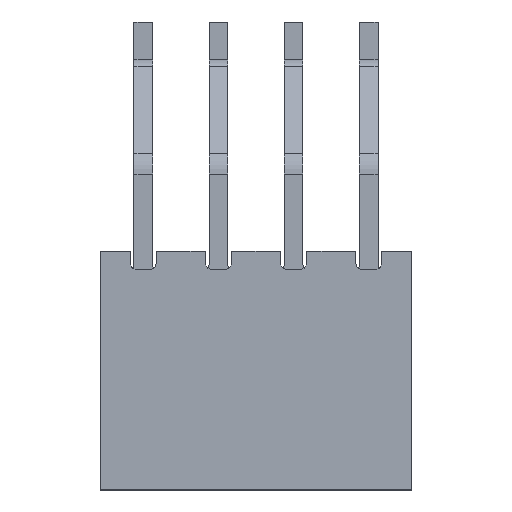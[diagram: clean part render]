
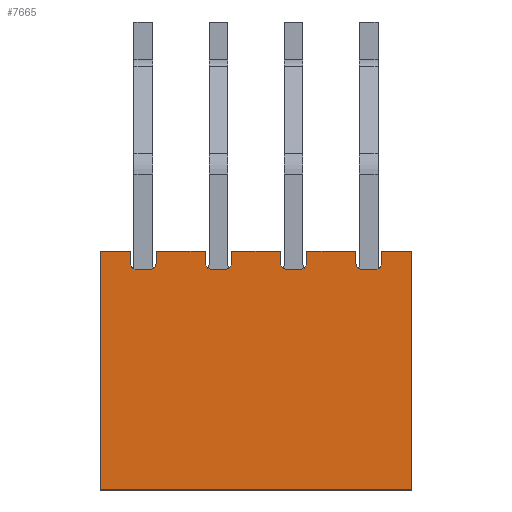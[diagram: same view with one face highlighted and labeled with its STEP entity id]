
A CAD part, top view. The second image highlights one B-rep face of the part: STEP entity #7665.
In plain terms, the highlighted planar face has unit normal (0, 0, 1).
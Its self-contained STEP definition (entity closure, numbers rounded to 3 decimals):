
#162=CIRCLE('',#8138,0.2);
#163=CIRCLE('',#8139,0.2);
#164=CIRCLE('',#8140,0.2);
#165=CIRCLE('',#8141,0.2);
#166=CIRCLE('',#8142,0.2);
#167=CIRCLE('',#8143,0.2);
#168=CIRCLE('',#8144,0.2);
#169=CIRCLE('',#8145,0.2);
#842=ORIENTED_EDGE('',*,*,#3020,.F.);
#843=ORIENTED_EDGE('',*,*,#3021,.F.);
#844=ORIENTED_EDGE('',*,*,#2702,.T.);
#845=ORIENTED_EDGE('',*,*,#3022,.F.);
#846=ORIENTED_EDGE('',*,*,#3023,.F.);
#847=ORIENTED_EDGE('',*,*,#2766,.F.);
#848=ORIENTED_EDGE('',*,*,#3024,.F.);
#849=ORIENTED_EDGE('',*,*,#3025,.F.);
#850=ORIENTED_EDGE('',*,*,#2785,.T.);
#851=ORIENTED_EDGE('',*,*,#3026,.F.);
#852=ORIENTED_EDGE('',*,*,#3027,.F.);
#853=ORIENTED_EDGE('',*,*,#2848,.F.);
#854=ORIENTED_EDGE('',*,*,#3028,.F.);
#855=ORIENTED_EDGE('',*,*,#3029,.F.);
#856=ORIENTED_EDGE('',*,*,#2867,.T.);
#857=ORIENTED_EDGE('',*,*,#3030,.F.);
#858=ORIENTED_EDGE('',*,*,#3031,.F.);
#859=ORIENTED_EDGE('',*,*,#2930,.F.);
#860=ORIENTED_EDGE('',*,*,#3032,.F.);
#861=ORIENTED_EDGE('',*,*,#3033,.F.);
#862=ORIENTED_EDGE('',*,*,#2943,.T.);
#863=ORIENTED_EDGE('',*,*,#3034,.T.);
#864=ORIENTED_EDGE('',*,*,#2981,.F.);
#865=ORIENTED_EDGE('',*,*,#3035,.F.);
#866=ORIENTED_EDGE('',*,*,#3018,.T.);
#867=ORIENTED_EDGE('',*,*,#3036,.F.);
#868=ORIENTED_EDGE('',*,*,#3037,.F.);
#869=ORIENTED_EDGE('',*,*,#2683,.F.);
#2683=EDGE_CURVE('',#3807,#3803,#4551,.T.);
#2702=EDGE_CURVE('',#3823,#3824,#4566,.T.);
#2766=EDGE_CURVE('',#3868,#3864,#4630,.T.);
#2785=EDGE_CURVE('',#3884,#3885,#4645,.T.);
#2848=EDGE_CURVE('',#3928,#3924,#4708,.T.);
#2867=EDGE_CURVE('',#3944,#3945,#4723,.T.);
#2930=EDGE_CURVE('',#3988,#3984,#4786,.T.);
#2943=EDGE_CURVE('',#3998,#3999,#4797,.T.);
#2981=EDGE_CURVE('',#4035,#4032,#4835,.T.);
#3018=EDGE_CURVE('',#4057,#4056,#4862,.T.);
#3020=EDGE_CURVE('',#4058,#3807,#162,.T.);
#3021=EDGE_CURVE('',#3823,#4058,#4864,.T.);
#3022=EDGE_CURVE('',#4059,#3824,#4865,.T.);
#3023=EDGE_CURVE('',#3864,#4059,#163,.T.);
#3024=EDGE_CURVE('',#4060,#3868,#164,.T.);
#3025=EDGE_CURVE('',#3884,#4060,#4866,.T.);
#3026=EDGE_CURVE('',#4061,#3885,#4867,.T.);
#3027=EDGE_CURVE('',#3924,#4061,#165,.T.);
#3028=EDGE_CURVE('',#4062,#3928,#166,.T.);
#3029=EDGE_CURVE('',#3944,#4062,#4868,.T.);
#3030=EDGE_CURVE('',#4063,#3945,#4869,.T.);
#3031=EDGE_CURVE('',#3984,#4063,#167,.T.);
#3032=EDGE_CURVE('',#4064,#3988,#168,.T.);
#3033=EDGE_CURVE('',#3998,#4064,#4870,.T.);
#3034=EDGE_CURVE('',#3999,#4032,#4871,.T.);
#3035=EDGE_CURVE('',#4057,#4035,#4872,.T.);
#3036=EDGE_CURVE('',#4065,#4056,#4873,.T.);
#3037=EDGE_CURVE('',#3803,#4065,#169,.T.);
#3803=VERTEX_POINT('',#10968);
#3807=VERTEX_POINT('',#10978);
#3823=VERTEX_POINT('',#11018);
#3824=VERTEX_POINT('',#11019);
#3864=VERTEX_POINT('',#11131);
#3868=VERTEX_POINT('',#11140);
#3884=VERTEX_POINT('',#11180);
#3885=VERTEX_POINT('',#11181);
#3924=VERTEX_POINT('',#11291);
#3928=VERTEX_POINT('',#11300);
#3944=VERTEX_POINT('',#11340);
#3945=VERTEX_POINT('',#11341);
#3984=VERTEX_POINT('',#11451);
#3988=VERTEX_POINT('',#11460);
#3998=VERTEX_POINT('',#11488);
#3999=VERTEX_POINT('',#11489);
#4032=VERTEX_POINT('',#11558);
#4035=VERTEX_POINT('',#11563);
#4056=VERTEX_POINT('',#11627);
#4057=VERTEX_POINT('',#11629);
#4058=VERTEX_POINT('',#11633);
#4059=VERTEX_POINT('',#11636);
#4060=VERTEX_POINT('',#11639);
#4061=VERTEX_POINT('',#11642);
#4062=VERTEX_POINT('',#11645);
#4063=VERTEX_POINT('',#11648);
#4064=VERTEX_POINT('',#11651);
#4065=VERTEX_POINT('',#11656);
#4551=LINE('',#10979,#5543);
#4566=LINE('',#11017,#5558);
#4630=LINE('',#11141,#5622);
#4645=LINE('',#11179,#5637);
#4708=LINE('',#11301,#5700);
#4723=LINE('',#11339,#5715);
#4786=LINE('',#11461,#5778);
#4797=LINE('',#11487,#5789);
#4835=LINE('',#11564,#5827);
#4862=LINE('',#11628,#5854);
#4864=LINE('',#11634,#5856);
#4865=LINE('',#11635,#5857);
#4866=LINE('',#11640,#5858);
#4867=LINE('',#11641,#5859);
#4868=LINE('',#11646,#5860);
#4869=LINE('',#11647,#5861);
#4870=LINE('',#11652,#5862);
#4871=LINE('',#11653,#5863);
#4872=LINE('',#11654,#5864);
#4873=LINE('',#11655,#5865);
#5543=VECTOR('',#8756,1000.);
#5558=VECTOR('',#8787,1000.);
#5622=VECTOR('',#8879,1000.);
#5637=VECTOR('',#8910,1000.);
#5700=VECTOR('',#9001,1000.);
#5715=VECTOR('',#9032,1000.);
#5778=VECTOR('',#9123,1000.);
#5789=VECTOR('',#9146,1000.);
#5827=VECTOR('',#9186,1000.);
#5854=VECTOR('',#9245,1000.);
#5856=VECTOR('',#9251,1000.);
#5857=VECTOR('',#9252,1000.);
#5858=VECTOR('',#9257,1000.);
#5859=VECTOR('',#9258,1000.);
#5860=VECTOR('',#9263,1000.);
#5861=VECTOR('',#9264,1000.);
#5862=VECTOR('',#9269,1000.);
#5863=VECTOR('',#9270,1000.);
#5864=VECTOR('',#9271,1000.);
#5865=VECTOR('',#9272,1000.);
#6497=EDGE_LOOP('',(#842,#843,#844,#845,#846,#847,#848,#849,#850,#851,#852,
#853,#854,#855,#856,#857,#858,#859,#860,#861,#862,#863,#864,#865,#866,#867,
#868,#869));
#6915=FACE_BOUND('',#6497,.T.);
#7325=PLANE('',#8137);
#7665=ADVANCED_FACE('',(#6915),#7325,.F.);
#8137=AXIS2_PLACEMENT_3D('',#11631,#9247,#9248);
#8138=AXIS2_PLACEMENT_3D('',#11632,#9249,#9250);
#8139=AXIS2_PLACEMENT_3D('',#11637,#9253,#9254);
#8140=AXIS2_PLACEMENT_3D('',#11638,#9255,#9256);
#8141=AXIS2_PLACEMENT_3D('',#11643,#9259,#9260);
#8142=AXIS2_PLACEMENT_3D('',#11644,#9261,#9262);
#8143=AXIS2_PLACEMENT_3D('',#11649,#9265,#9266);
#8144=AXIS2_PLACEMENT_3D('',#11650,#9267,#9268);
#8145=AXIS2_PLACEMENT_3D('',#11657,#9273,#9274);
#8756=DIRECTION('',(1.,0.,0.));
#8787=DIRECTION('',(-1.,0.,0.));
#8879=DIRECTION('',(1.,0.,0.));
#8910=DIRECTION('',(-1.,0.,0.));
#9001=DIRECTION('',(1.,0.,0.));
#9032=DIRECTION('',(-1.,0.,0.));
#9123=DIRECTION('',(1.,0.,0.));
#9146=DIRECTION('',(-1.,0.,0.));
#9186=DIRECTION('',(-1.,0.,0.));
#9245=DIRECTION('',(-1.,0.,0.));
#9247=DIRECTION('',(0.,0.,-1.));
#9248=DIRECTION('',(-1.,0.,0.));
#9249=DIRECTION('',(0.,0.,1.));
#9250=DIRECTION('',(-1.,0.,0.));
#9251=DIRECTION('',(0.,-1.,0.));
#9252=DIRECTION('',(0.,1.,0.));
#9253=DIRECTION('',(0.,0.,1.));
#9254=DIRECTION('',(-1.,0.,0.));
#9255=DIRECTION('',(0.,0.,1.));
#9256=DIRECTION('',(-1.,0.,0.));
#9257=DIRECTION('',(0.,-1.,0.));
#9258=DIRECTION('',(0.,1.,0.));
#9259=DIRECTION('',(0.,0.,1.));
#9260=DIRECTION('',(-1.,0.,0.));
#9261=DIRECTION('',(0.,0.,1.));
#9262=DIRECTION('',(-1.,0.,0.));
#9263=DIRECTION('',(0.,-1.,0.));
#9264=DIRECTION('',(0.,1.,0.));
#9265=DIRECTION('',(0.,0.,1.));
#9266=DIRECTION('',(-1.,0.,0.));
#9267=DIRECTION('',(0.,0.,1.));
#9268=DIRECTION('',(-1.,0.,0.));
#9269=DIRECTION('',(0.,-1.,0.));
#9270=DIRECTION('',(0.,-1.,0.));
#9271=DIRECTION('',(0.,-1.,0.));
#9272=DIRECTION('',(0.,1.,0.));
#9273=DIRECTION('',(0.,0.,1.));
#9274=DIRECTION('',(-1.,0.,0.));
#10968=CARTESIAN_POINT('',(3.15,2.675,2.));
#10978=CARTESIAN_POINT('',(2.85,2.675,2.));
#10979=CARTESIAN_POINT('',(2.85,2.675,2.));
#11017=CARTESIAN_POINT('',(4.15,3.175,2.));
#11018=CARTESIAN_POINT('',(2.65,3.175,2.));
#11019=CARTESIAN_POINT('',(1.35,3.175,2.));
#11131=CARTESIAN_POINT('',(1.15,2.675,2.));
#11140=CARTESIAN_POINT('',(0.85,2.675,2.));
#11141=CARTESIAN_POINT('',(0.85,2.675,2.));
#11179=CARTESIAN_POINT('',(4.15,3.175,2.));
#11180=CARTESIAN_POINT('',(0.65,3.175,2.));
#11181=CARTESIAN_POINT('',(-0.65,3.175,2.));
#11291=CARTESIAN_POINT('',(-0.85,2.675,2.));
#11300=CARTESIAN_POINT('',(-1.15,2.675,2.));
#11301=CARTESIAN_POINT('',(-1.15,2.675,2.));
#11339=CARTESIAN_POINT('',(4.15,3.175,2.));
#11340=CARTESIAN_POINT('',(-1.35,3.175,2.));
#11341=CARTESIAN_POINT('',(-2.65,3.175,2.));
#11451=CARTESIAN_POINT('',(-2.85,2.675,2.));
#11460=CARTESIAN_POINT('',(-3.15,2.675,2.));
#11461=CARTESIAN_POINT('',(-3.15,2.675,2.));
#11487=CARTESIAN_POINT('',(4.15,3.175,2.));
#11488=CARTESIAN_POINT('',(-3.35,3.175,2.));
#11489=CARTESIAN_POINT('',(-4.15,3.175,2.));
#11558=CARTESIAN_POINT('',(-4.15,-3.175,2.));
#11563=CARTESIAN_POINT('',(4.15,-3.175,2.));
#11564=CARTESIAN_POINT('',(4.15,-3.175,2.));
#11627=CARTESIAN_POINT('',(3.35,3.175,2.));
#11628=CARTESIAN_POINT('',(4.15,3.175,2.));
#11629=CARTESIAN_POINT('',(4.15,3.175,2.));
#11631=CARTESIAN_POINT('',(4.15,3.175,2.));
#11632=CARTESIAN_POINT('',(2.85,2.875,2.));
#11633=CARTESIAN_POINT('',(2.65,2.875,2.));
#11634=CARTESIAN_POINT('',(2.65,3.175,2.));
#11635=CARTESIAN_POINT('',(1.35,2.875,2.));
#11636=CARTESIAN_POINT('',(1.35,2.875,2.));
#11637=CARTESIAN_POINT('',(1.15,2.875,2.));
#11638=CARTESIAN_POINT('',(0.85,2.875,2.));
#11639=CARTESIAN_POINT('',(0.65,2.875,2.));
#11640=CARTESIAN_POINT('',(0.65,3.175,2.));
#11641=CARTESIAN_POINT('',(-0.65,2.875,2.));
#11642=CARTESIAN_POINT('',(-0.65,2.875,2.));
#11643=CARTESIAN_POINT('',(-0.85,2.875,2.));
#11644=CARTESIAN_POINT('',(-1.15,2.875,2.));
#11645=CARTESIAN_POINT('',(-1.35,2.875,2.));
#11646=CARTESIAN_POINT('',(-1.35,3.175,2.));
#11647=CARTESIAN_POINT('',(-2.65,2.875,2.));
#11648=CARTESIAN_POINT('',(-2.65,2.875,2.));
#11649=CARTESIAN_POINT('',(-2.85,2.875,2.));
#11650=CARTESIAN_POINT('',(-3.15,2.875,2.));
#11651=CARTESIAN_POINT('',(-3.35,2.875,2.));
#11652=CARTESIAN_POINT('',(-3.35,3.175,2.));
#11653=CARTESIAN_POINT('',(-4.15,3.175,2.));
#11654=CARTESIAN_POINT('',(4.15,3.175,2.));
#11655=CARTESIAN_POINT('',(3.35,2.875,2.));
#11656=CARTESIAN_POINT('',(3.35,2.875,2.));
#11657=CARTESIAN_POINT('',(3.15,2.875,2.));
